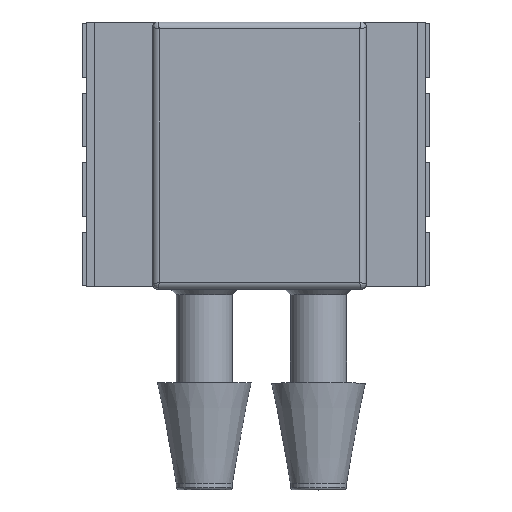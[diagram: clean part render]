
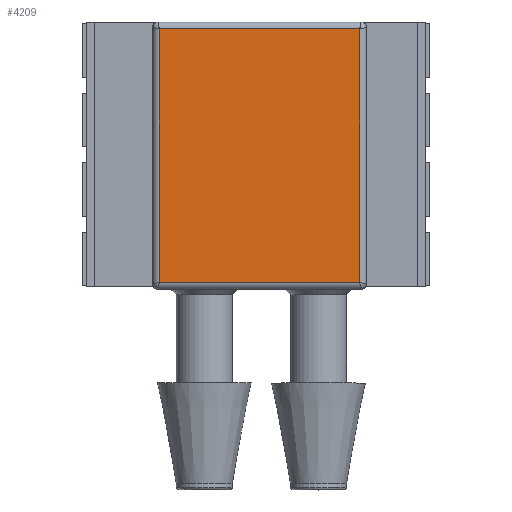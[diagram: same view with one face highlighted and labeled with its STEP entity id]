
A CAD part, top view. The second image highlights one B-rep face of the part: STEP entity #4209.
In plain terms, the highlighted planar face has unit normal (0, 0, 1).
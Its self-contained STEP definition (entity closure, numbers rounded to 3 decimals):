
#3316 = CYLINDRICAL_SURFACE('',#3317,0.25);
#3317 = AXIS2_PLACEMENT_3D('',#3318,#3319,#3320);
#3318 = CARTESIAN_POINT('',(4.13,-5.092,3.35));
#3319 = DIRECTION('',(-1.,0.,0.));
#3320 = DIRECTION('',(0.,0.,1.));
#3471 = VERTEX_POINT('',#3472);
#3472 = CARTESIAN_POINT('',(3.88,-5.092,3.6));
#3567 = EDGE_CURVE('',#3471,#3568,#3570,.T.);
#3568 = VERTEX_POINT('',#3569);
#3569 = CARTESIAN_POINT('',(-3.62,-5.092,3.6));
#3570 = SURFACE_CURVE('',#3571,(#3575,#3581),.PCURVE_S1.);
#3571 = LINE('',#3572,#3573);
#3572 = CARTESIAN_POINT('',(4.13,-5.092,3.6));
#3573 = VECTOR('',#3574,1.);
#3574 = DIRECTION('',(-1.,0.,0.));
#3575 = PCURVE('',#3316,#3576);
#3576 = DEFINITIONAL_REPRESENTATION('',(#3577),#3580);
#3577 = B_SPLINE_CURVE_WITH_KNOTS('',1,(#3578,#3579),.UNSPECIFIED.,.F.,
  .F.,(2,2),(0.25,7.75),.PIECEWISE_BEZIER_KNOTS.);
#3578 = CARTESIAN_POINT('',(6.283,0.25));
#3579 = CARTESIAN_POINT('',(6.283,7.75));
#3580 = ( GEOMETRIC_REPRESENTATION_CONTEXT(2) 
PARAMETRIC_REPRESENTATION_CONTEXT() REPRESENTATION_CONTEXT('2D SPACE',''
  ) );
#3581 = PCURVE('',#3582,#3587);
#3582 = PLANE('',#3583);
#3583 = AXIS2_PLACEMENT_3D('',#3584,#3585,#3586);
#3584 = CARTESIAN_POINT('',(0.13,-0.342,3.6));
#3585 = DIRECTION('',(0.,0.,-1.));
#3586 = DIRECTION('',(-1.,0.,0.));
#3587 = DEFINITIONAL_REPRESENTATION('',(#3588),#3592);
#3588 = LINE('',#3589,#3590);
#3589 = CARTESIAN_POINT('',(-4.,-4.75));
#3590 = VECTOR('',#3591,1.);
#3591 = DIRECTION('',(1.,0.));
#3592 = ( GEOMETRIC_REPRESENTATION_CONTEXT(2) 
PARAMETRIC_REPRESENTATION_CONTEXT() REPRESENTATION_CONTEXT('2D SPACE',''
  ) );
#4128 = CYLINDRICAL_SURFACE('',#4129,0.25);
#4129 = AXIS2_PLACEMENT_3D('',#4130,#4131,#4132);
#4130 = CARTESIAN_POINT('',(3.88,4.658,3.35));
#4131 = DIRECTION('',(0.,-1.,0.));
#4132 = DIRECTION('',(1.,0.,0.));
#4184 = CYLINDRICAL_SURFACE('',#4185,0.25);
#4185 = AXIS2_PLACEMENT_3D('',#4186,#4187,#4188);
#4186 = CARTESIAN_POINT('',(-3.62,-5.342,3.35));
#4187 = DIRECTION('',(0.,1.,0.));
#4188 = DIRECTION('',(-1.,0.,0.));
#4209 = ADVANCED_FACE('',(#4210),#3582,.F.);
#4210 = FACE_BOUND('',#4211,.F.);
#4211 = EDGE_LOOP('',(#4212,#4213,#4235,#4262));
#4212 = ORIENTED_EDGE('',*,*,#3567,.T.);
#4213 = ORIENTED_EDGE('',*,*,#4214,.T.);
#4214 = EDGE_CURVE('',#3568,#4215,#4217,.T.);
#4215 = VERTEX_POINT('',#4216);
#4216 = CARTESIAN_POINT('',(-3.62,4.408,3.6));
#4217 = SURFACE_CURVE('',#4218,(#4222,#4229),.PCURVE_S1.);
#4218 = LINE('',#4219,#4220);
#4219 = CARTESIAN_POINT('',(-3.62,-5.342,3.6));
#4220 = VECTOR('',#4221,1.);
#4221 = DIRECTION('',(0.,1.,0.));
#4222 = PCURVE('',#3582,#4223);
#4223 = DEFINITIONAL_REPRESENTATION('',(#4224),#4228);
#4224 = LINE('',#4225,#4226);
#4225 = CARTESIAN_POINT('',(3.75,-5.));
#4226 = VECTOR('',#4227,1.);
#4227 = DIRECTION('',(0.,1.));
#4228 = ( GEOMETRIC_REPRESENTATION_CONTEXT(2) 
PARAMETRIC_REPRESENTATION_CONTEXT() REPRESENTATION_CONTEXT('2D SPACE',''
  ) );
#4229 = PCURVE('',#4184,#4230);
#4230 = DEFINITIONAL_REPRESENTATION('',(#4231),#4234);
#4231 = B_SPLINE_CURVE_WITH_KNOTS('',1,(#4232,#4233),.UNSPECIFIED.,.F.,
  .F.,(2,2),(0.25,9.75),.PIECEWISE_BEZIER_KNOTS.);
#4232 = CARTESIAN_POINT('',(1.571,0.25));
#4233 = CARTESIAN_POINT('',(1.571,9.75));
#4234 = ( GEOMETRIC_REPRESENTATION_CONTEXT(2) 
PARAMETRIC_REPRESENTATION_CONTEXT() REPRESENTATION_CONTEXT('2D SPACE',''
  ) );
#4235 = ORIENTED_EDGE('',*,*,#4236,.T.);
#4236 = EDGE_CURVE('',#4215,#4237,#4239,.T.);
#4237 = VERTEX_POINT('',#4238);
#4238 = CARTESIAN_POINT('',(3.88,4.408,3.6));
#4239 = SURFACE_CURVE('',#4240,(#4244,#4251),.PCURVE_S1.);
#4240 = LINE('',#4241,#4242);
#4241 = CARTESIAN_POINT('',(-3.87,4.408,3.6));
#4242 = VECTOR('',#4243,1.);
#4243 = DIRECTION('',(1.,0.,0.));
#4244 = PCURVE('',#3582,#4245);
#4245 = DEFINITIONAL_REPRESENTATION('',(#4246),#4250);
#4246 = LINE('',#4247,#4248);
#4247 = CARTESIAN_POINT('',(4.,4.75));
#4248 = VECTOR('',#4249,1.);
#4249 = DIRECTION('',(-1.,0.));
#4250 = ( GEOMETRIC_REPRESENTATION_CONTEXT(2) 
PARAMETRIC_REPRESENTATION_CONTEXT() REPRESENTATION_CONTEXT('2D SPACE',''
  ) );
#4251 = PCURVE('',#4252,#4257);
#4252 = CYLINDRICAL_SURFACE('',#4253,0.25);
#4253 = AXIS2_PLACEMENT_3D('',#4254,#4255,#4256);
#4254 = CARTESIAN_POINT('',(-3.87,4.408,3.35));
#4255 = DIRECTION('',(1.,0.,0.));
#4256 = DIRECTION('',(0.,1.,0.));
#4257 = DEFINITIONAL_REPRESENTATION('',(#4258),#4261);
#4258 = B_SPLINE_CURVE_WITH_KNOTS('',1,(#4259,#4260),.UNSPECIFIED.,.F.,
  .F.,(2,2),(0.25,7.75),.PIECEWISE_BEZIER_KNOTS.);
#4259 = CARTESIAN_POINT('',(1.571,0.25));
#4260 = CARTESIAN_POINT('',(1.571,7.75));
#4261 = ( GEOMETRIC_REPRESENTATION_CONTEXT(2) 
PARAMETRIC_REPRESENTATION_CONTEXT() REPRESENTATION_CONTEXT('2D SPACE',''
  ) );
#4262 = ORIENTED_EDGE('',*,*,#4263,.T.);
#4263 = EDGE_CURVE('',#4237,#3471,#4264,.T.);
#4264 = SURFACE_CURVE('',#4265,(#4269,#4276),.PCURVE_S1.);
#4265 = LINE('',#4266,#4267);
#4266 = CARTESIAN_POINT('',(3.88,4.658,3.6));
#4267 = VECTOR('',#4268,1.);
#4268 = DIRECTION('',(0.,-1.,0.));
#4269 = PCURVE('',#3582,#4270);
#4270 = DEFINITIONAL_REPRESENTATION('',(#4271),#4275);
#4271 = LINE('',#4272,#4273);
#4272 = CARTESIAN_POINT('',(-3.75,5.));
#4273 = VECTOR('',#4274,1.);
#4274 = DIRECTION('',(0.,-1.));
#4275 = ( GEOMETRIC_REPRESENTATION_CONTEXT(2) 
PARAMETRIC_REPRESENTATION_CONTEXT() REPRESENTATION_CONTEXT('2D SPACE',''
  ) );
#4276 = PCURVE('',#4128,#4277);
#4277 = DEFINITIONAL_REPRESENTATION('',(#4278),#4281);
#4278 = B_SPLINE_CURVE_WITH_KNOTS('',1,(#4279,#4280),.UNSPECIFIED.,.F.,
  .F.,(2,2),(0.25,9.75),.PIECEWISE_BEZIER_KNOTS.);
#4279 = CARTESIAN_POINT('',(1.571,0.25));
#4280 = CARTESIAN_POINT('',(1.571,9.75));
#4281 = ( GEOMETRIC_REPRESENTATION_CONTEXT(2) 
PARAMETRIC_REPRESENTATION_CONTEXT() REPRESENTATION_CONTEXT('2D SPACE',''
  ) );
